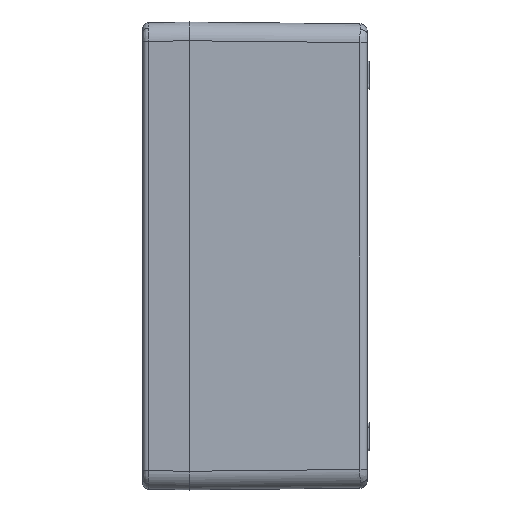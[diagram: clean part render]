
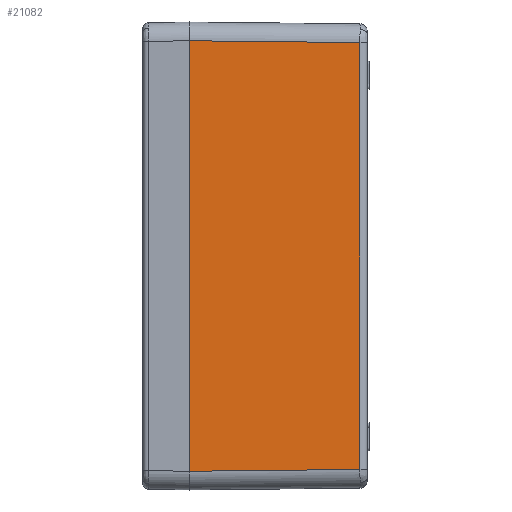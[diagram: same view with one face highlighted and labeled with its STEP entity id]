
A CAD part, left-side view. The second image highlights one B-rep face of the part: STEP entity #21082.
In plain terms, the highlighted planar face has unit normal (-1, -0.011, 0).
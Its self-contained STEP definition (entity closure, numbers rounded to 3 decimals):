
#6283 = CARTESIAN_POINT ( 'NONE',  ( -199.02, -91.542, 114.021 ) ) ;
#7634 = CARTESIAN_POINT ( 'NONE',  ( -199.974, -0.5, 114.974 ) ) ;
#7635 = CARTESIAN_POINT ( 'NONE',  ( -199.974, -0.5, -114.974 ) ) ;
#7636 = DIRECTION ( 'NONE',  ( 0., 0., 1. ) ) ;
#7637 = VECTOR ( 'NONE', #7636, 1000. ) ;
#7638 = CARTESIAN_POINT ( 'NONE',  ( -199.974, -0.5, -125. ) ) ;
#7639 = LINE ( 'NONE', #7638, #7637 ) ;
#9397 = DIRECTION ( 'NONE',  ( 0.01, -1., 0. ) ) ;
#9398 = DIRECTION ( 'NONE',  ( -1., -0.01, 0. ) ) ;
#9399 = AXIS2_PLACEMENT_3D ( 'NONE', #9401, #9398, #9397 ) ;
#9401 = CARTESIAN_POINT ( 'NONE',  ( -200., 2., -125. ) ) ;
#9402 = PLANE ( 'NONE',  #9399 ) ;
#9403 = FACE_OUTER_BOUND ( 'NONE', #21139, .T. ) ;
#9513 = DIRECTION ( 'NONE',  ( 0.01, -1., 0.01 ) ) ;
#9514 = VECTOR ( 'NONE', #9513, 1000. ) ;
#9515 = CARTESIAN_POINT ( 'NONE',  ( -200.001, 2.105, -115.002 ) ) ;
#9516 = LINE ( 'NONE', #9515, #9514 ) ;
#9562 = DIRECTION ( 'NONE',  ( -0.01, 1., 0.01 ) ) ;
#9563 = VECTOR ( 'NONE', #9562, 1000. ) ;
#9564 = CARTESIAN_POINT ( 'NONE',  ( -199.974, -0.513, 114.974 ) ) ;
#9565 = LINE ( 'NONE', #9564, #9563 ) ;
#9566 = DIRECTION ( 'NONE',  ( 0., 0., 1. ) ) ;
#9567 = VECTOR ( 'NONE', #9566, 1000. ) ;
#9568 = CARTESIAN_POINT ( 'NONE',  ( -199.02, -91.542, 113.979 ) ) ;
#9569 = LINE ( 'NONE', #9568, #9567 ) ;
#9570 = CARTESIAN_POINT ( 'NONE',  ( -199.02, -91.542, -114.021 ) ) ;
#19702 = VERTEX_POINT ( 'NONE', #6283 ) ;
#20340 = EDGE_CURVE ( 'NONE', #20341, #20342, #7639, .T. ) ;
#20341 = VERTEX_POINT ( 'NONE', #7635 ) ;
#20342 = VERTEX_POINT ( 'NONE', #7634 ) ;
#21082 = ADVANCED_FACE ( 'NONE', ( #9403 ), #9402, .T. ) ;
#21139 = EDGE_LOOP ( 'NONE', ( #21140, #21144, #21146, #21148 ) ) ;
#21140 = ORIENTED_EDGE ( 'NONE', *, *, #21141, .T. ) ;
#21141 = EDGE_CURVE ( 'NONE', #20341, #21143, #9516, .T. ) ;
#21143 = VERTEX_POINT ( 'NONE', #9570 ) ;
#21144 = ORIENTED_EDGE ( 'NONE', *, *, #21145, .T. ) ;
#21145 = EDGE_CURVE ( 'NONE', #21143, #19702, #9569, .T. ) ;
#21146 = ORIENTED_EDGE ( 'NONE', *, *, #21147, .T. ) ;
#21147 = EDGE_CURVE ( 'NONE', #19702, #20342, #9565, .T. ) ;
#21148 = ORIENTED_EDGE ( 'NONE', *, *, #20340, .F. ) ;
